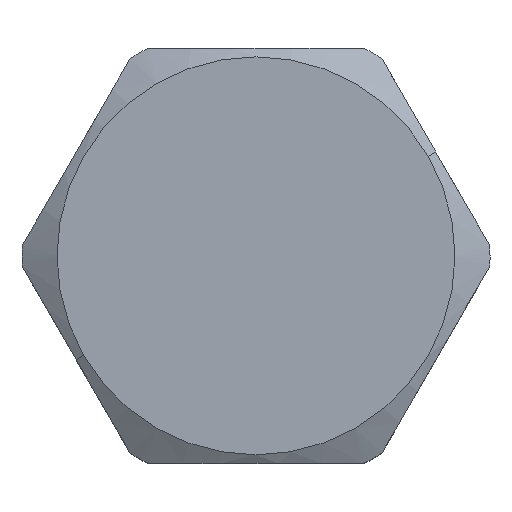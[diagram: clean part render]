
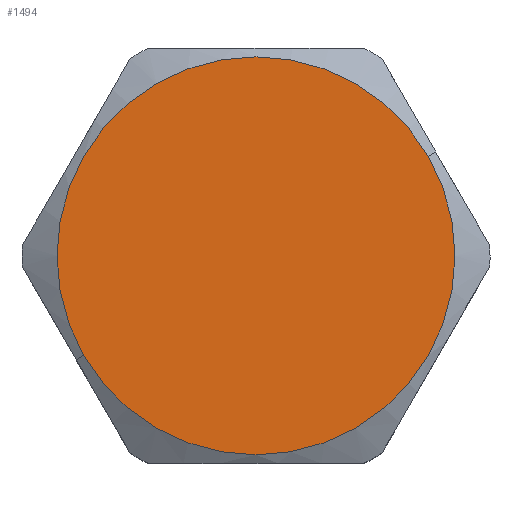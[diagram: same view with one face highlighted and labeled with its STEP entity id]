
A CAD part, top view. The second image highlights one B-rep face of the part: STEP entity #1494.
In plain terms, the highlighted planar face has unit normal (0, 0, 1).
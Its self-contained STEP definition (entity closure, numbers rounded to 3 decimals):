
#367 = EDGE_LOOP ( 'NONE', ( #7371, #7857 ) ) ;
#924 = CIRCLE ( 'NONE', #4713, 13.69 ) ;
#1494 = ADVANCED_FACE ( 'NONE', ( #7469 ), #2357, .T. ) ;
#1590 = CARTESIAN_POINT ( 'NONE',  ( 0., 0., -15.8 ) ) ;
#1636 = DIRECTION ( 'NONE',  ( 0., 0., 1. ) ) ;
#1791 = DIRECTION ( 'NONE',  ( -0.866, -0.5, 0. ) ) ;
#2333 = DIRECTION ( 'NONE',  ( -0.866, -0.5, 0. ) ) ;
#2352 = DIRECTION ( 'NONE',  ( 0., 0., 1. ) ) ;
#2357 = PLANE ( 'NONE',  #4598 ) ;
#2358 = CARTESIAN_POINT ( 'NONE',  ( 0., 0., -15.8 ) ) ;
#2471 = DIRECTION ( 'NONE',  ( -0.866, -0.5, 0. ) ) ;
#2674 = CARTESIAN_POINT ( 'NONE',  ( 0., 0., -15.8 ) ) ;
#2678 = DIRECTION ( 'NONE',  ( 0., 0., 1. ) ) ;
#4380 = EDGE_CURVE ( 'NONE', #7988, #7946, #924, .T. ) ;
#4598 = AXIS2_PLACEMENT_3D ( 'NONE', #2358, #2352, #2333 ) ;
#4713 = AXIS2_PLACEMENT_3D ( 'NONE', #2674, #2678, #2471 ) ;
#5168 = CARTESIAN_POINT ( 'NONE',  ( -11.856, -6.845, -15.8 ) ) ;
#5256 = CARTESIAN_POINT ( 'NONE',  ( 11.856, 6.845, -15.8 ) ) ;
#5823 = AXIS2_PLACEMENT_3D ( 'NONE', #1590, #1636, #1791 ) ;
#6151 = CIRCLE ( 'NONE', #5823, 13.69 ) ;
#7162 = EDGE_CURVE ( 'NONE', #7946, #7988, #6151, .T. ) ;
#7371 = ORIENTED_EDGE ( 'NONE', *, *, #4380, .T. ) ;
#7469 = FACE_OUTER_BOUND ( 'NONE', #367, .T. ) ;
#7857 = ORIENTED_EDGE ( 'NONE', *, *, #7162, .T. ) ;
#7946 = VERTEX_POINT ( 'NONE', #5168 ) ;
#7988 = VERTEX_POINT ( 'NONE', #5256 ) ;
